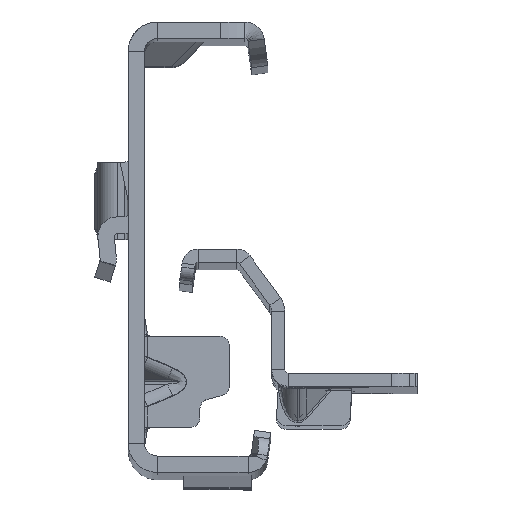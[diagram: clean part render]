
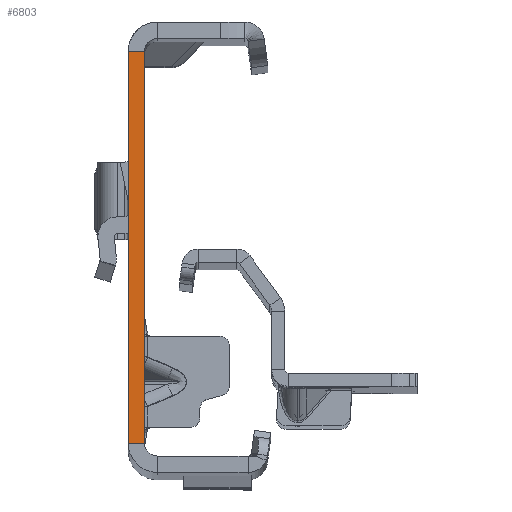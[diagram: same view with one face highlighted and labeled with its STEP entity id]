
A CAD part, top view. The second image highlights one B-rep face of the part: STEP entity #6803.
In plain terms, the highlighted planar face has unit normal (0, 0, 1).
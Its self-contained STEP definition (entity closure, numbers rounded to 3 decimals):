
#899 = LINE ( 'NONE', #7633, #8446 ) ;
#1197 = EDGE_CURVE ( 'NONE', #15957, #12550, #899, .T. ) ;
#2242 = AXIS2_PLACEMENT_3D ( 'NONE', #8201, #13781, #2748 ) ;
#2748 = DIRECTION ( 'NONE',  ( 1., 0., 0. ) ) ;
#3447 = DIRECTION ( 'NONE',  ( -1., 0., 0. ) ) ;
#3941 = EDGE_CURVE ( 'NONE', #15957, #8166, #11888, .T. ) ;
#4088 = CARTESIAN_POINT ( 'NONE',  ( -2.5, 30., 0. ) ) ;
#4799 = LINE ( 'NONE', #11806, #11872 ) ;
#5526 = ORIENTED_EDGE ( 'NONE', *, *, #11624, .T. ) ;
#5848 = CARTESIAN_POINT ( 'NONE',  ( -2.5, -32., 0. ) ) ;
#6340 = ORIENTED_EDGE ( 'NONE', *, *, #3941, .F. ) ;
#6803 = ADVANCED_FACE ( 'NONE', ( #16612 ), #15155, .T. ) ;
#7633 = CARTESIAN_POINT ( 'NONE',  ( 0., 30., 0. ) ) ;
#7785 = EDGE_CURVE ( 'NONE', #8166, #15591, #4799, .T. ) ;
#8155 = VECTOR ( 'NONE', #13249, 1000. ) ;
#8166 = VERTEX_POINT ( 'NONE', #16264 ) ;
#8201 = CARTESIAN_POINT ( 'NONE',  ( -2.5, -32., 0. ) ) ;
#8282 = CARTESIAN_POINT ( 'NONE',  ( -2.5, -30., 0. ) ) ;
#8446 = VECTOR ( 'NONE', #13207, 1000. ) ;
#10783 = EDGE_LOOP ( 'NONE', ( #6340, #11706, #5526, #10804 ) ) ;
#10804 = ORIENTED_EDGE ( 'NONE', *, *, #7785, .F. ) ;
#11624 = EDGE_CURVE ( 'NONE', #12550, #15591, #15809, .T. ) ;
#11706 = ORIENTED_EDGE ( 'NONE', *, *, #1197, .T. ) ;
#11806 = CARTESIAN_POINT ( 'NONE',  ( 0., -30., 0. ) ) ;
#11872 = VECTOR ( 'NONE', #3447, 1000. ) ;
#11888 = LINE ( 'NONE', #17485, #17024 ) ;
#12550 = VERTEX_POINT ( 'NONE', #4088 ) ;
#13207 = DIRECTION ( 'NONE',  ( -1., 0., 0. ) ) ;
#13249 = DIRECTION ( 'NONE',  ( 0., -1., 0. ) ) ;
#13781 = DIRECTION ( 'NONE',  ( 0., 0., 1. ) ) ;
#15129 = CARTESIAN_POINT ( 'NONE',  ( 0., 30., 0. ) ) ;
#15155 = PLANE ( 'NONE',  #2242 ) ;
#15591 = VERTEX_POINT ( 'NONE', #8282 ) ;
#15809 = LINE ( 'NONE', #5848, #8155 ) ;
#15957 = VERTEX_POINT ( 'NONE', #15129 ) ;
#16264 = CARTESIAN_POINT ( 'NONE',  ( 0., -30., 0. ) ) ;
#16612 = FACE_OUTER_BOUND ( 'NONE', #10783, .T. ) ;
#17024 = VECTOR ( 'NONE', #17831, 1000. ) ;
#17485 = CARTESIAN_POINT ( 'NONE',  ( 0., -32., 0. ) ) ;
#17831 = DIRECTION ( 'NONE',  ( 0., -1., 0. ) ) ;
